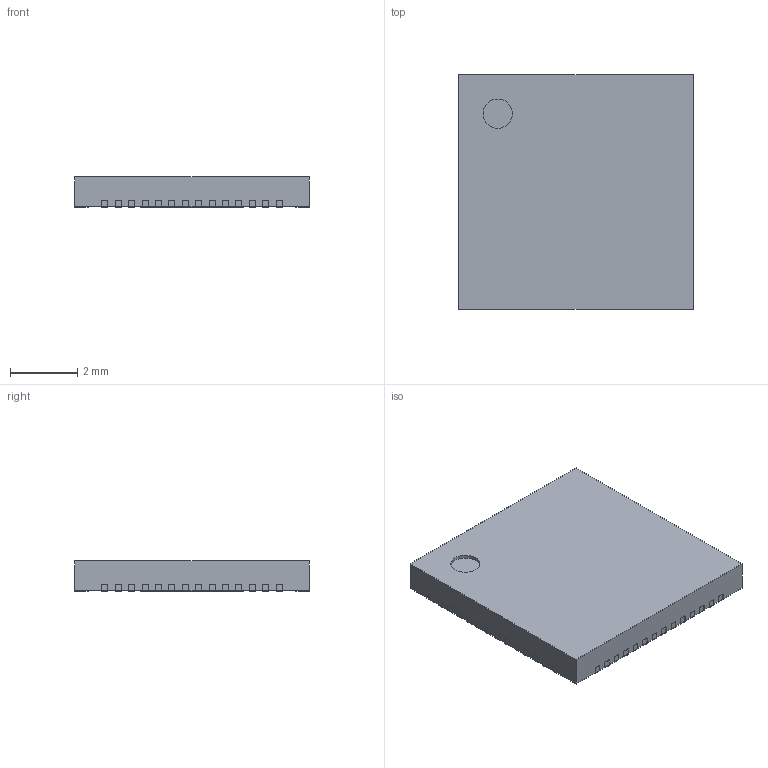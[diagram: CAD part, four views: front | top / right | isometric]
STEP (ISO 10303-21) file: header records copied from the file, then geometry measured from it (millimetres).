
FILE_DESCRIPTION(('Open CASCADE Model'),'2;1');
FILE_NAME('Open CASCADE Shape Model','2023-01-10T15:07:08',('Author'),( 'Open CASCADE'),'Open CASCADE STEP processor 7.5','Open CASCADE 7.5' ,'Unknown');
FILE_SCHEMA(('AUTOMOTIVE_DESIGN { 1 0 10303 214 1 1 1 1 }'));
Length unit declared in the file: millimetre
Products named in the file (7): QFN56_RPi.step; Open CASCADE STEP translator 7.5 16.1; Body; Open CASCADE STEP translator 7.5 16.2.1; Thermal Shape; Pin Shape; Open CASCADE STEP translator 7.5 16.4.1
Assembly tree (61 placements, depth 3):
  QFN56_RPi.step
    Open CASCADE STEP translator 7.5 16.1
    Body
      Open CASCADE STEP translator 7.5 16.2.1
    Thermal Shape
    Pin Shape  x56
      Open CASCADE STEP translator 7.5 16.4.1
Bounding box: 7.02 x 7.02 x 0.9 mm (x, y, z)
Volume: 43.7 mm3; surface area: 156 mm2
Topology: 58 solids, 59 shells, 800 faces, 1599 edges, 917 vertices
Faces by surface type: plane 799, cylinder 1
Full cylindrical faces by diameter (mm): 0.875 x1
Entity records: 2105 total; most frequent: DIRECTION 361, CARTESIAN_POINT 307, LINE 168, VECTOR 168, ORIENTED_EDGE 117, PCURVE 117, DEFINITIONAL_REPRESENTATION 117, AXIS2_PLACEMENT_3D 95
